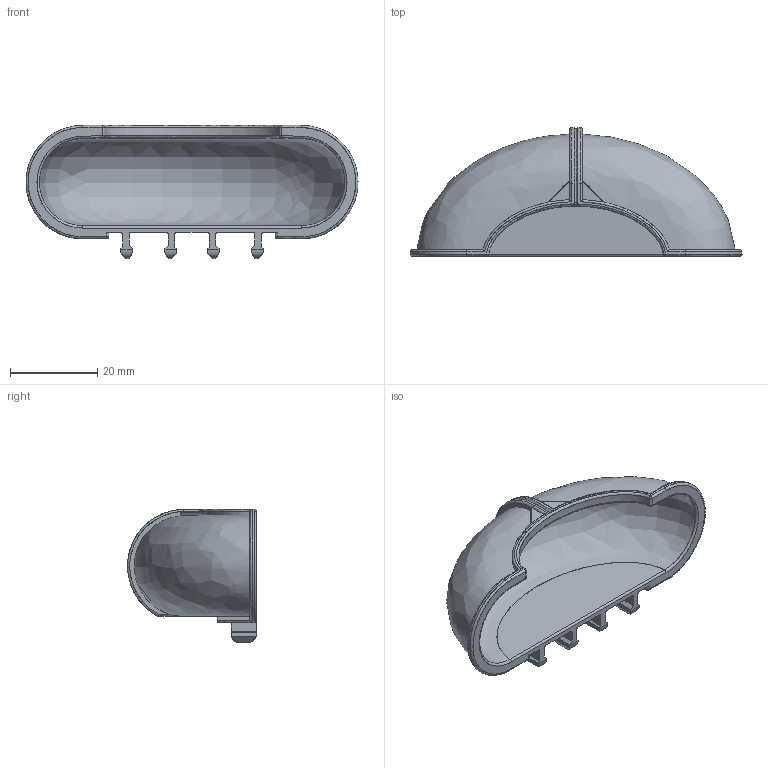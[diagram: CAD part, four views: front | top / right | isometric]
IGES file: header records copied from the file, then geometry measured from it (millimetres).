
Start section: SolidWorks IGES file using analytic representation for surfaces
Global section: file name: 10-00539-001e.igs; native system: SolidWorks 2012; preprocessor: SolidWorks 2012; author: Administrator; date: 140512.135415; units: millimetre
Bounding box: 76 x 29.5 x 30.5 mm (x, y, z)
Surface area: 8866 mm2 (no closed solid volume)
Topology: 0 solids, 0 shells, 139 faces, 1613 edges, 1609 vertices
Faces by surface type: bspline 90, revolution 49
